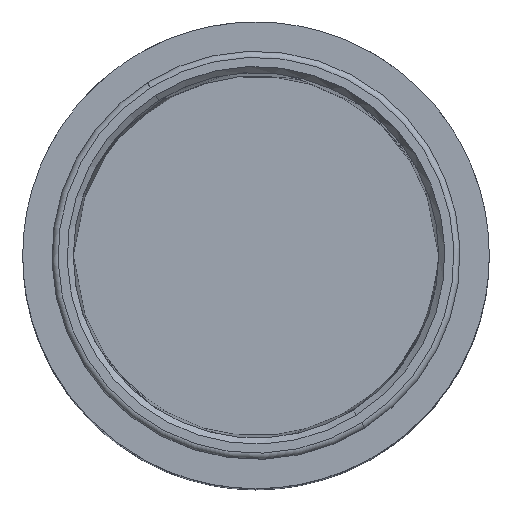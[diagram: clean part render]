
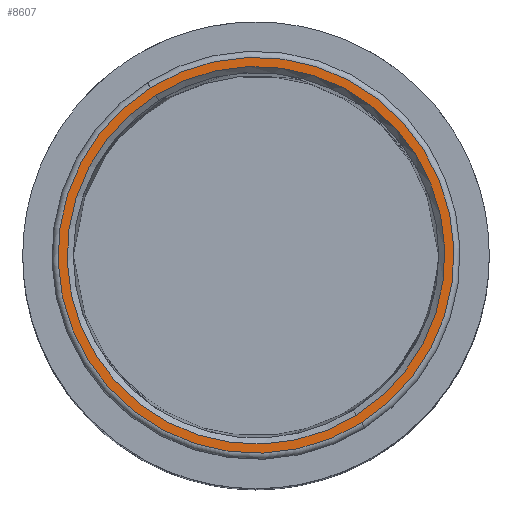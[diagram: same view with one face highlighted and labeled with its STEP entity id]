
A CAD part, top view. The second image highlights one B-rep face of the part: STEP entity #8607.
In plain terms, the highlighted planar face has unit normal (0, 0, 1).
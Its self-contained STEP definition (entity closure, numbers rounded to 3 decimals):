
#90 = DIRECTION ( 'NONE',  ( -0.533, 0.846, 0. ) ) ;
#331 = FACE_BOUND ( 'NONE', #22038, .T. ) ;
#774 = CARTESIAN_POINT ( 'NONE',  ( 0., 0., 1204. ) ) ;
#1934 = ORIENTED_EDGE ( 'NONE', *, *, #17388, .F. ) ;
#2239 = DIRECTION ( 'NONE',  ( 0., 0., -1. ) ) ;
#3016 = CIRCLE ( 'NONE', #5892, 310. ) ;
#3459 = VERTEX_POINT ( 'NONE', #16797 ) ;
#3694 = CARTESIAN_POINT ( 'NONE',  ( 0., 0., 1204. ) ) ;
#3711 = CIRCLE ( 'NONE', #13740, 325. ) ;
#4089 = CIRCLE ( 'NONE', #8363, 310. ) ;
#4236 = DIRECTION ( 'NONE',  ( -0.533, 0.846, 0. ) ) ;
#4351 = EDGE_CURVE ( 'NONE', #18065, #19510, #3711, .T. ) ;
#4543 = CARTESIAN_POINT ( 'NONE',  ( 173.071, -275.085, 1204. ) ) ;
#4863 = DIRECTION ( 'NONE',  ( -0.533, 0.846, 0. ) ) ;
#5515 = AXIS2_PLACEMENT_3D ( 'NONE', #3694, #10746, #7155 ) ;
#5892 = AXIS2_PLACEMENT_3D ( 'NONE', #15445, #13990, #90 ) ;
#6682 = EDGE_CURVE ( 'NONE', #3459, #22154, #4089, .T. ) ;
#7155 = DIRECTION ( 'NONE',  ( 1., 0., 0. ) ) ;
#7886 = CARTESIAN_POINT ( 'NONE',  ( 0., 0., 1204. ) ) ;
#8363 = AXIS2_PLACEMENT_3D ( 'NONE', #7886, #21581, #4863 ) ;
#8514 = ORIENTED_EDGE ( 'NONE', *, *, #6682, .T. ) ;
#8607 = ADVANCED_FACE ( 'NONE', ( #331, #17494 ), #14120, .T. ) ;
#10746 = DIRECTION ( 'NONE',  ( 0., 0., 1. ) ) ;
#10922 = ORIENTED_EDGE ( 'NONE', *, *, #4351, .F. ) ;
#11353 = DIRECTION ( 'NONE',  ( -0.533, 0.846, 0. ) ) ;
#11465 = DIRECTION ( 'NONE',  ( 0., 0., -1. ) ) ;
#12690 = AXIS2_PLACEMENT_3D ( 'NONE', #774, #2239, #4236 ) ;
#13740 = AXIS2_PLACEMENT_3D ( 'NONE', #16632, #11465, #11353 ) ;
#13990 = DIRECTION ( 'NONE',  ( 0., 0., -1. ) ) ;
#14120 = PLANE ( 'NONE',  #5515 ) ;
#14131 = CIRCLE ( 'NONE', #12690, 325. ) ;
#15445 = CARTESIAN_POINT ( 'NONE',  ( 0., 0., 1204. ) ) ;
#16632 = CARTESIAN_POINT ( 'NONE',  ( 0., 0., 1204. ) ) ;
#16797 = CARTESIAN_POINT ( 'NONE',  ( 165.083, -262.388, 1204. ) ) ;
#17045 = CARTESIAN_POINT ( 'NONE',  ( -165.083, 262.388, 1204. ) ) ;
#17388 = EDGE_CURVE ( 'NONE', #19510, #18065, #14131, .T. ) ;
#17494 = FACE_OUTER_BOUND ( 'NONE', #18891, .T. ) ;
#17781 = ORIENTED_EDGE ( 'NONE', *, *, #17795, .T. ) ;
#17795 = EDGE_CURVE ( 'NONE', #22154, #3459, #3016, .T. ) ;
#18065 = VERTEX_POINT ( 'NONE', #4543 ) ;
#18891 = EDGE_LOOP ( 'NONE', ( #1934, #10922 ) ) ;
#19064 = CARTESIAN_POINT ( 'NONE',  ( -173.071, 275.085, 1204. ) ) ;
#19510 = VERTEX_POINT ( 'NONE', #19064 ) ;
#21581 = DIRECTION ( 'NONE',  ( 0., 0., -1. ) ) ;
#22038 = EDGE_LOOP ( 'NONE', ( #8514, #17781 ) ) ;
#22154 = VERTEX_POINT ( 'NONE', #17045 ) ;
